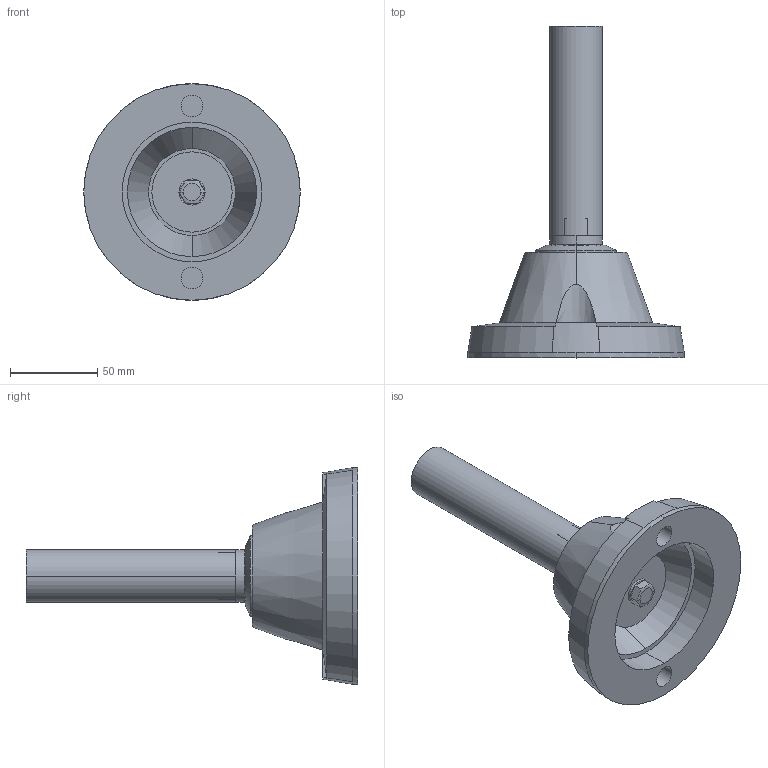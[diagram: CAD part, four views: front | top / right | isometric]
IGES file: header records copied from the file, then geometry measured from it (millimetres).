
Start section:  PTC IGES file: r0297-629252.igs
Global section: file name: r0297-629252.igs; native system: Pro/ENGINEER by Parametric Technology Corporation; preprocessor: 2006200; author: Andrea.Castagnoli; organization: Unknown; date: 20070622.124024; units: millimetre
Bounding box: 124 x 190 x 124 mm (x, y, z)
Volume: 332163.7 mm3; surface area: 81965.9 mm2
Topology: 3 solids, 4 shells, 92 faces, 200 edges, 122 vertices
Faces by surface type: revolution 48, bspline 44
